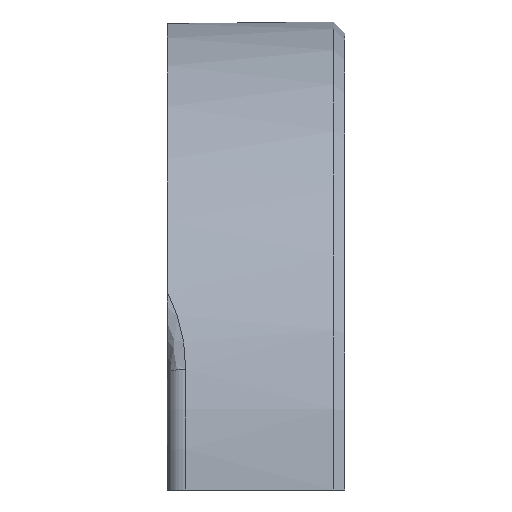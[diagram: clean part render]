
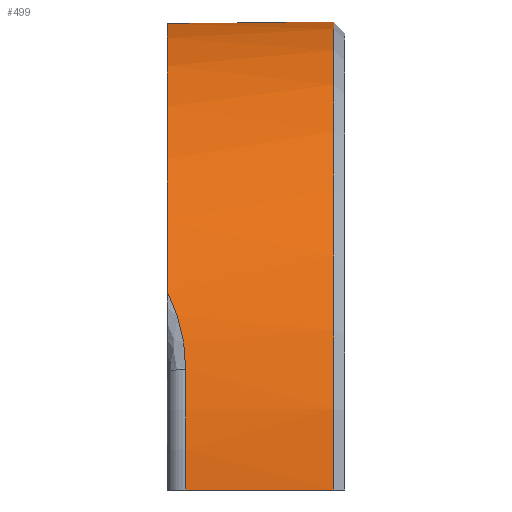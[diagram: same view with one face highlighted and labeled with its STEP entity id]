
A CAD part, left-side view. The second image highlights one B-rep face of the part: STEP entity #499.
In plain terms, the highlighted cylindrical face has radius 25 mm (diameter 50 mm), a partial arc.
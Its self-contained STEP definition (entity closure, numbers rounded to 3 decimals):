
#45 = CARTESIAN_POINT ( 'NONE',  ( -22.644, 9.5, 10.595 ) ) ;
#105 = CARTESIAN_POINT ( 'NONE',  ( -23.208, 8.951, 9.301 ) ) ;
#123 = DIRECTION ( 'NONE',  ( 0., 0., -1. ) ) ;
#127 = CIRCLE ( 'NONE', #2011, 25. ) ;
#141 = VERTEX_POINT ( 'NONE', #1471 ) ;
#142 = CARTESIAN_POINT ( 'NONE',  ( 18.209, 8.5, 17.147 ) ) ;
#200 = VERTEX_POINT ( 'NONE', #1263 ) ;
#219 = ORIENTED_EDGE ( 'NONE', *, *, #533, .T. ) ;
#222 = CARTESIAN_POINT ( 'NONE',  ( 5.01, 8.589, 24.504 ) ) ;
#240 = VERTEX_POINT ( 'NONE', #1345 ) ;
#247 = AXIS2_PLACEMENT_3D ( 'NONE', #2044, #1322, #1875 ) ;
#304 = CARTESIAN_POINT ( 'NONE',  ( -23.954, 8.5, 7.196 ) ) ;
#324 = CARTESIAN_POINT ( 'NONE',  ( -24.152, 8.5, 6.456 ) ) ;
#348 = CARTESIAN_POINT ( 'NONE',  ( -25., 0.6, 0. ) ) ;
#363 = CARTESIAN_POINT ( 'NONE',  ( 2.146, 9.5, 24.908 ) ) ;
#493 = CARTESIAN_POINT ( 'NONE',  ( -22.644, 9.5, 10.595 ) ) ;
#499 = ADVANCED_FACE ( 'NONE', ( #1624 ), #1546, .T. ) ;
#533 = EDGE_CURVE ( 'NONE', #1799, #1879, #1615, .T. ) ;
#543 = ORIENTED_EDGE ( 'NONE', *, *, #683, .T. ) ;
#573 = CARTESIAN_POINT ( 'NONE',  ( 0., 0.6, 0. ) ) ;
#587 = AXIS2_PLACEMENT_3D ( 'NONE', #573, #1318, #1086 ) ;
#621 = EDGE_CURVE ( 'NONE', #1710, #141, #1613, .T. ) ;
#637 = DIRECTION ( 'NONE',  ( 0., 0., 1. ) ) ;
#639 = B_SPLINE_CURVE_WITH_KNOTS ( 'NONE', 3,
 ( #493, #849, #815, #105, #2295, #1972, #304, #1189 ),
 .UNSPECIFIED., .F., .F.,
 ( 4, 2, 2, 4 ),
 ( 0.008, 0.009, 0.01, 0.013 ),
 .UNSPECIFIED. ) ;
#683 = EDGE_CURVE ( 'NONE', #1879, #200, #2259, .T. ) ;
#696 = CARTESIAN_POINT ( 'NONE',  ( 20.301, 9.341, 14.594 ) ) ;
#721 = CARTESIAN_POINT ( 'NONE',  ( 0., 0.6, 25. ) ) ;
#728 = CARTESIAN_POINT ( 'NONE',  ( 3.549, 8.951, 24.749 ) ) ;
#729 = DIRECTION ( 'NONE',  ( 0., 1., 0. ) ) ;
#800 = VERTEX_POINT ( 'NONE', #1956 ) ;
#815 = CARTESIAN_POINT ( 'NONE',  ( -22.932, 9.199, 9.963 ) ) ;
#849 = CARTESIAN_POINT ( 'NONE',  ( -22.789, 9.341, 10.284 ) ) ;
#973 = AXIS2_PLACEMENT_3D ( 'NONE', #2349, #1763, #123 ) ;
#980 = EDGE_LOOP ( 'NONE', ( #1483, #2230, #1892, #219, #543, #2102, #1221, #1441, #1029, #1168, #2216 ) ) ;
#1029 = ORIENTED_EDGE ( 'NONE', *, *, #621, .T. ) ;
#1049 = VECTOR ( 'NONE', #2234, 1000. ) ;
#1060 = DIRECTION ( 'NONE',  ( 0., 0., 1. ) ) ;
#1086 = DIRECTION ( 'NONE',  ( 0., 0., 1. ) ) ;
#1091 = AXIS2_PLACEMENT_3D ( 'NONE', #1820, #729, #2020 ) ;
#1099 = CARTESIAN_POINT ( 'NONE',  ( 6.485, 8.5, 24.144 ) ) ;
#1132 = CARTESIAN_POINT ( 'NONE',  ( -25., 7.5, 0. ) ) ;
#1168 = ORIENTED_EDGE ( 'NONE', *, *, #2079, .F. ) ;
#1189 = CARTESIAN_POINT ( 'NONE',  ( -24.152, 8.5, 6.456 ) ) ;
#1221 = ORIENTED_EDGE ( 'NONE', *, *, #1823, .T. ) ;
#1223 = VERTEX_POINT ( 'NONE', #324 ) ;
#1247 = CIRCLE ( 'NONE', #247, 25. ) ;
#1249 = EDGE_CURVE ( 'NONE', #240, #1710, #127, .T. ) ;
#1263 = CARTESIAN_POINT ( 'NONE',  ( 25., 9.5, 0. ) ) ;
#1282 = CARTESIAN_POINT ( 'NONE',  ( 2.489, 9.341, 24.878 ) ) ;
#1318 = DIRECTION ( 'NONE',  ( 0., 1., 0. ) ) ;
#1322 = DIRECTION ( 'NONE',  ( 0., 1., 0. ) ) ;
#1344 = CARTESIAN_POINT ( 'NONE',  ( 25., 0.6, 0. ) ) ;
#1345 = CARTESIAN_POINT ( 'NONE',  ( 17.667, 8.5, 17.688 ) ) ;
#1378 = CARTESIAN_POINT ( 'NONE',  ( 0., 9.5, 0. ) ) ;
#1379 = CARTESIAN_POINT ( 'NONE',  ( 6.485, 8.5, 24.144 ) ) ;
#1393 = VECTOR ( 'NONE', #1482, 1000. ) ;
#1421 = CARTESIAN_POINT ( 'NONE',  ( 19.659, 8.951, 15.448 ) ) ;
#1441 = ORIENTED_EDGE ( 'NONE', *, *, #1249, .T. ) ;
#1470 = CIRCLE ( 'NONE', #2237, 25. ) ;
#1471 = CARTESIAN_POINT ( 'NONE',  ( 2.146, 9.5, 24.908 ) ) ;
#1482 = DIRECTION ( 'NONE',  ( 0., -1., 0. ) ) ;
#1483 = ORIENTED_EDGE ( 'NONE', *, *, #1786, .T. ) ;
#1499 = CARTESIAN_POINT ( 'NONE',  ( 25., 7.5, 0. ) ) ;
#1513 = VERTEX_POINT ( 'NONE', #45 ) ;
#1520 = EDGE_CURVE ( 'NONE', #1671, #2212, #1909, .T. ) ;
#1546 = CYLINDRICAL_SURFACE ( 'NONE', #973, 25. ) ;
#1554 = B_SPLINE_CURVE_WITH_KNOTS ( 'NONE', 3,
 ( #2203, #696, #2329, #1421, #2353, #1987, #142, #2189 ),
 .UNSPECIFIED., .F., .F.,
 ( 4, 2, 2, 4 ),
 ( 0.008, 0.009, 0.01, 0.013 ),
 .UNSPECIFIED. ) ;
#1613 = B_SPLINE_CURVE_WITH_KNOTS ( 'NONE', 3,
 ( #1099, #2372, #222, #1684, #728, #2185, #1282, #363 ),
 .UNSPECIFIED., .F., .F.,
 ( 4, 2, 2, 4 ),
 ( 0., 0.002, 0.003, 0.005 ),
 .UNSPECIFIED. ) ;
#1615 = CIRCLE ( 'NONE', #587, 25. ) ;
#1624 = FACE_OUTER_BOUND ( 'NONE', #980, .T. ) ;
#1626 = EDGE_CURVE ( 'NONE', #1513, #1223, #639, .T. ) ;
#1627 = CARTESIAN_POINT ( 'NONE',  ( 0., 8.5, 0. ) ) ;
#1671 = VERTEX_POINT ( 'NONE', #2106 ) ;
#1684 = CARTESIAN_POINT ( 'NONE',  ( 3.913, 8.845, 24.695 ) ) ;
#1706 = AXIS2_PLACEMENT_3D ( 'NONE', #1627, #2178, #1795 ) ;
#1710 = VERTEX_POINT ( 'NONE', #1379 ) ;
#1763 = DIRECTION ( 'NONE',  ( 0., -1., 0. ) ) ;
#1786 = EDGE_CURVE ( 'NONE', #1223, #1671, #2093, .T. ) ;
#1795 = DIRECTION ( 'NONE',  ( 0., 0., 1. ) ) ;
#1799 = VERTEX_POINT ( 'NONE', #721 ) ;
#1820 = CARTESIAN_POINT ( 'NONE',  ( 0., 0.6, 0. ) ) ;
#1823 = EDGE_CURVE ( 'NONE', #800, #240, #1554, .T. ) ;
#1875 = DIRECTION ( 'NONE',  ( 0., 0., 1. ) ) ;
#1879 = VERTEX_POINT ( 'NONE', #1344 ) ;
#1892 = ORIENTED_EDGE ( 'NONE', *, *, #2197, .T. ) ;
#1907 = CIRCLE ( 'NONE', #1091, 25. ) ;
#1909 = LINE ( 'NONE', #1132, #1393 ) ;
#1956 = CARTESIAN_POINT ( 'NONE',  ( 20.498, 9.5, 14.312 ) ) ;
#1972 = CARTESIAN_POINT ( 'NONE',  ( -23.726, 8.589, 7.913 ) ) ;
#1973 = EDGE_CURVE ( 'NONE', #800, #200, #1247, .T. ) ;
#1987 = CARTESIAN_POINT ( 'NONE',  ( 18.716, 8.589, 16.591 ) ) ;
#2011 = AXIS2_PLACEMENT_3D ( 'NONE', #2290, #2121, #1060 ) ;
#2020 = DIRECTION ( 'NONE',  ( 0., 0., 1. ) ) ;
#2044 = CARTESIAN_POINT ( 'NONE',  ( 0., 9.5, 0. ) ) ;
#2079 = EDGE_CURVE ( 'NONE', #1513, #141, #1470, .T. ) ;
#2093 = CIRCLE ( 'NONE', #1706, 25. ) ;
#2102 = ORIENTED_EDGE ( 'NONE', *, *, #1973, .F. ) ;
#2106 = CARTESIAN_POINT ( 'NONE',  ( -25., 8.5, 0. ) ) ;
#2121 = DIRECTION ( 'NONE',  ( 0., -1., 0. ) ) ;
#2178 = DIRECTION ( 'NONE',  ( 0., -1., 0. ) ) ;
#2185 = CARTESIAN_POINT ( 'NONE',  ( 2.837, 9.199, 24.841 ) ) ;
#2189 = CARTESIAN_POINT ( 'NONE',  ( 17.667, 8.5, 17.688 ) ) ;
#2197 = EDGE_CURVE ( 'NONE', #2212, #1799, #1907, .T. ) ;
#2203 = CARTESIAN_POINT ( 'NONE',  ( 20.498, 9.5, 14.312 ) ) ;
#2212 = VERTEX_POINT ( 'NONE', #348 ) ;
#2216 = ORIENTED_EDGE ( 'NONE', *, *, #1626, .T. ) ;
#2230 = ORIENTED_EDGE ( 'NONE', *, *, #1520, .T. ) ;
#2234 = DIRECTION ( 'NONE',  ( 0., 1., 0. ) ) ;
#2237 = AXIS2_PLACEMENT_3D ( 'NONE', #1378, #2275, #637 ) ;
#2259 = LINE ( 'NONE', #1499, #1049 ) ;
#2275 = DIRECTION ( 'NONE',  ( 0., 1., 0. ) ) ;
#2290 = CARTESIAN_POINT ( 'NONE',  ( 0., 8.5, 0. ) ) ;
#2295 = CARTESIAN_POINT ( 'NONE',  ( -23.343, 8.845, 8.959 ) ) ;
#2329 = CARTESIAN_POINT ( 'NONE',  ( 20.094, 9.199, 14.878 ) ) ;
#2349 = CARTESIAN_POINT ( 'NONE',  ( 0., 7.5, 0. ) ) ;
#2353 = CARTESIAN_POINT ( 'NONE',  ( 19.43, 8.845, 15.736 ) ) ;
#2372 = CARTESIAN_POINT ( 'NONE',  ( 5.745, 8.5, 24.343 ) ) ;
